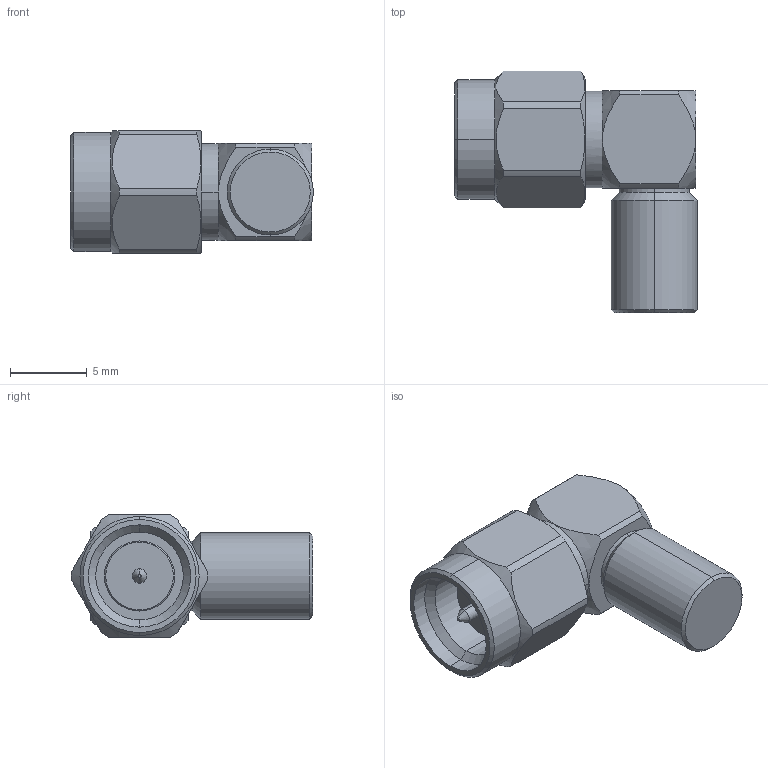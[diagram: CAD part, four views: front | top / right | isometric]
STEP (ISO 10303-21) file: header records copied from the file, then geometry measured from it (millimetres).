
FILE_DESCRIPTION (( 'STEP AP203' ), '1' );
FILE_NAME ('R125.154.901C.STEP', '2014-08-21T08:23:08', ( 'adminradiall' ), ( 'Microsoft' ), 'SwSTEP 2.0', 'SolidWorks 2014', '' );
FILE_SCHEMA (( 'CONFIG_CONTROL_DESIGN' ));
Length unit declared in the file: millimetre
Products named in the file (1): R125.154.901C
Bounding box: 15.79 x 15.72 x 7.94 mm (x, y, z)
Volume: 794.7 mm3; surface area: 914.5 mm2
Topology: 1 solids, 2 shells, 92 faces, 215 edges, 130 vertices
Faces by surface type: cylinder 36, cone 30, plane 24, torus 2
Entity records: 2866 total; most frequent: CARTESIAN_POINT 660, DIRECTION 473, ORIENTED_EDGE 430, EDGE_CURVE 215, AXIS2_PLACEMENT_3D 195, VERTEX_POINT 130, CIRCLE 102, EDGE_LOOP 99
